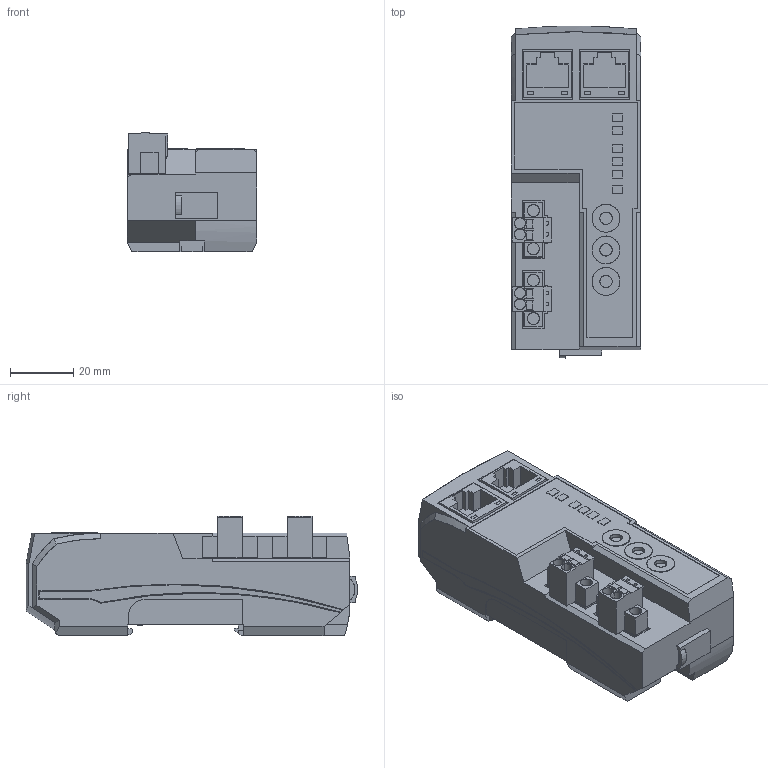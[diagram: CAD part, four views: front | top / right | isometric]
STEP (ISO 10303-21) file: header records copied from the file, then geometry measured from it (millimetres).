
FILE_DESCRIPTION(('CATIA V5 STEP'),'2;1');
FILE_NAME('MG50-EC.stp','2015-01-21T07:55:11+00:00',('none'),('none'),'CATIA Version 5 Release 19 SP 6 (IN-10)','CATIA V5 STEP AP214','none');
FILE_SCHEMA(('AUTOMOTIVE_DESIGN { 1 0 10303 214 1 1 1 1 }'));
Length unit declared in the file: millimetre
Products named in the file (1): MG50-EC
Bounding box: 41 x 105.1 x 37.8 mm (x, y, z)
Surface area: 22928.6 mm2 (no closed solid volume)
Topology: 0 solids, 559 shells, 562 faces, 4182 edges, 4179 vertices
Faces by surface type: plane 453, cylinder 103, revolution 5, bspline 1
Entity records: 41621 total; most frequent: CARTESIAN_POINT 15714, ORIENTED_EDGE 4185, EDGE_CURVE 4182, VERTEX_POINT 4179, B_SPLINE_CURVE_WITH_KNOTS 4156, DIRECTION 1146, EDGE_LOOP 629, ADVANCED_FACE 562
